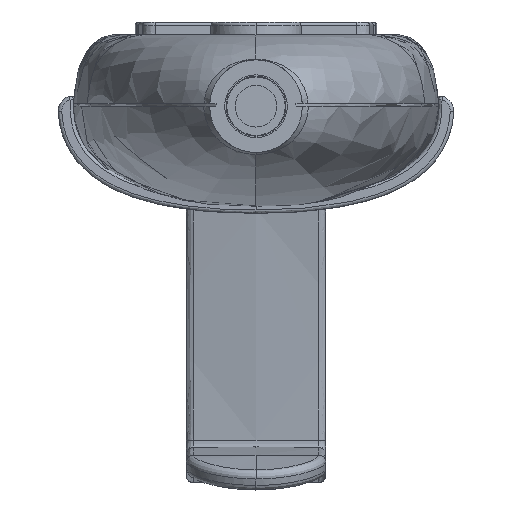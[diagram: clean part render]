
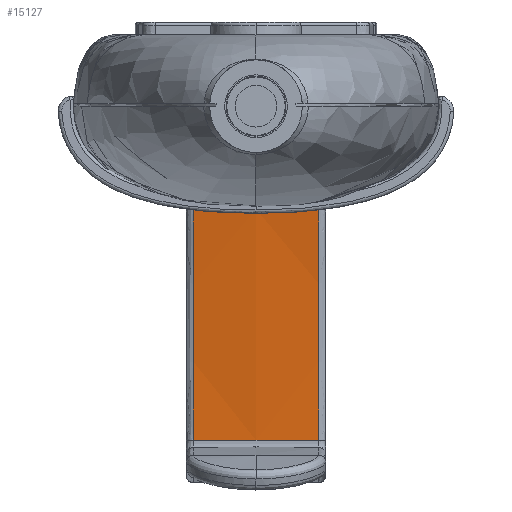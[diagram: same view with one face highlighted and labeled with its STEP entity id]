
A CAD part, front view. The second image highlights one B-rep face of the part: STEP entity #15127.
In plain terms, the highlighted cylindrical face has radius 290.301 mm (diameter 580.602 mm), a partial arc.
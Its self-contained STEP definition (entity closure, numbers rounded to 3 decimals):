
#490 = AXIS2_PLACEMENT_3D ( 'NONE', #19642, #37778, #17203 ) ;
#2038 = CARTESIAN_POINT ( 'NONE',  ( 6.009, 131.882, -21.424 ) ) ;
#2115 = CYLINDRICAL_SURFACE ( 'NONE', #32172, 290.301 ) ;
#2241 = B_SPLINE_CURVE_WITH_KNOTS ( 'NONE', 3,
 ( #12053, #29390, #8721, #32225 ),
 .UNSPECIFIED., .F., .F.,
 ( 4, 4 ),
 ( 0., 1. ),
 .UNSPECIFIED. ) ;
#3955 = CARTESIAN_POINT ( 'NONE',  ( -9., 131.831, -21.091 ) ) ;
#4460 = B_SPLINE_CURVE_WITH_KNOTS ( 'NONE', 3,
 ( #21833, #7259, #30744, #36620 ),
 .UNSPECIFIED., .F., .F.,
 ( 4, 4 ),
 ( 0., 0.009 ),
 .UNSPECIFIED. ) ;
#4520 = DIRECTION ( 'NONE',  ( 0., 1., 0. ) ) ;
#4779 = DIRECTION ( 'NONE',  ( -1., 0., 0. ) ) ;
#5170 = DIRECTION ( 'NONE',  ( -1., 0., 0. ) ) ;
#7259 = CARTESIAN_POINT ( 'NONE',  ( -3.008, 131.9, -21.544 ) ) ;
#7537 = EDGE_CURVE ( 'NONE', #36741, #37124, #29181, .T. ) ;
#7763 = EDGE_CURVE ( 'NONE', #37837, #18368, #34800, .T. ) ;
#7939 = CARTESIAN_POINT ( 'NONE',  ( 6., 134.964, -54.754 ) ) ;
#8721 = CARTESIAN_POINT ( 'NONE',  ( -3., 134.964, -54.754 ) ) ;
#8765 = EDGE_LOOP ( 'NONE', ( #22059, #18686, #13537, #31189, #16760, #10944 ) ) ;
#8794 = CARTESIAN_POINT ( 'NONE',  ( 9., 131.831, -21.091 ) ) ;
#9180 = CARTESIAN_POINT ( 'NONE',  ( -9., 134.964, -54.754 ) ) ;
#10370 = VERTEX_POINT ( 'NONE', #3955 ) ;
#10872 = CARTESIAN_POINT ( 'NONE',  ( 3., 134.964, -54.754 ) ) ;
#10944 = ORIENTED_EDGE ( 'NONE', *, *, #19469, .T. ) ;
#11314 = DIRECTION ( 'NONE',  ( 0., 0., -1. ) ) ;
#12053 = CARTESIAN_POINT ( 'NONE',  ( -9., 134.964, -54.754 ) ) ;
#13537 = ORIENTED_EDGE ( 'NONE', *, *, #7537, .F. ) ;
#15127 = ADVANCED_FACE ( 'NONE', ( #35189 ), #2115, .F. ) ;
#16760 = ORIENTED_EDGE ( 'NONE', *, *, #32727, .T. ) ;
#17203 = DIRECTION ( 'NONE',  ( 0., 1., 0. ) ) ;
#18368 = VERTEX_POINT ( 'NONE', #31983 ) ;
#18686 = ORIENTED_EDGE ( 'NONE', *, *, #37324, .F. ) ;
#19469 = EDGE_CURVE ( 'NONE', #36051, #18368, #2241, .T. ) ;
#19500 = CARTESIAN_POINT ( 'NONE',  ( 0., 131.9, -21.544 ) ) ;
#19642 = CARTESIAN_POINT ( 'NONE',  ( -9., -155.164, -64.775 ) ) ;
#19823 = CARTESIAN_POINT ( 'NONE',  ( 3.008, 131.9, -21.544 ) ) ;
#20778 = CARTESIAN_POINT ( 'NONE',  ( 9., 134.964, -54.754 ) ) ;
#21833 = CARTESIAN_POINT ( 'NONE',  ( 0., 131.9, -21.544 ) ) ;
#22059 = ORIENTED_EDGE ( 'NONE', *, *, #7763, .F. ) ;
#22304 = CARTESIAN_POINT ( 'NONE',  ( 9., -155.164, -64.775 ) ) ;
#22637 = CARTESIAN_POINT ( 'NONE',  ( 0., 134.964, -54.754 ) ) ;
#28598 = CARTESIAN_POINT ( 'NONE',  ( 9., 134.964, -54.754 ) ) ;
#29181 = B_SPLINE_CURVE_WITH_KNOTS ( 'NONE', 3,
 ( #37697, #19823, #2038, #31692 ),
 .UNSPECIFIED., .F., .F.,
 ( 4, 4 ),
 ( 0., 0.009 ),
 .UNSPECIFIED. ) ;
#29390 = CARTESIAN_POINT ( 'NONE',  ( -6., 134.964, -54.754 ) ) ;
#30276 = AXIS2_PLACEMENT_3D ( 'NONE', #22304, #4779, #4520 ) ;
#30744 = CARTESIAN_POINT ( 'NONE',  ( -6.009, 131.882, -21.424 ) ) ;
#31189 = ORIENTED_EDGE ( 'NONE', *, *, #31840, .T. ) ;
#31692 = CARTESIAN_POINT ( 'NONE',  ( 9., 131.831, -21.091 ) ) ;
#31840 = EDGE_CURVE ( 'NONE', #36741, #10370, #4460, .T. ) ;
#31983 = CARTESIAN_POINT ( 'NONE',  ( 0., 134.964, -54.754 ) ) ;
#32172 = AXIS2_PLACEMENT_3D ( 'NONE', #37365, #5170, #11314 ) ;
#32225 = CARTESIAN_POINT ( 'NONE',  ( 0., 134.964, -54.754 ) ) ;
#32727 = EDGE_CURVE ( 'NONE', #10370, #36051, #37847, .T. ) ;
#32752 = CIRCLE ( 'NONE', #30276, 290.301 ) ;
#34800 = B_SPLINE_CURVE_WITH_KNOTS ( 'NONE', 3,
 ( #28598, #7939, #10872, #22637 ),
 .UNSPECIFIED., .F., .F.,
 ( 4, 4 ),
 ( 0., 1. ),
 .UNSPECIFIED. ) ;
#35189 = FACE_OUTER_BOUND ( 'NONE', #8765, .T. ) ;
#36051 = VERTEX_POINT ( 'NONE', #9180 ) ;
#36620 = CARTESIAN_POINT ( 'NONE',  ( -9., 131.831, -21.091 ) ) ;
#36741 = VERTEX_POINT ( 'NONE', #19500 ) ;
#37124 = VERTEX_POINT ( 'NONE', #8794 ) ;
#37324 = EDGE_CURVE ( 'NONE', #37124, #37837, #32752, .T. ) ;
#37365 = CARTESIAN_POINT ( 'NONE',  ( 9., -155.164, -64.775 ) ) ;
#37697 = CARTESIAN_POINT ( 'NONE',  ( 0., 131.9, -21.544 ) ) ;
#37778 = DIRECTION ( 'NONE',  ( -1., 0., 0. ) ) ;
#37837 = VERTEX_POINT ( 'NONE', #20778 ) ;
#37847 = CIRCLE ( 'NONE', #490, 290.301 ) ;
